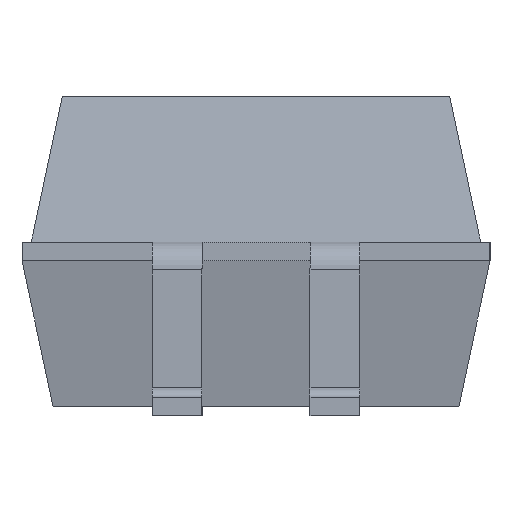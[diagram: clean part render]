
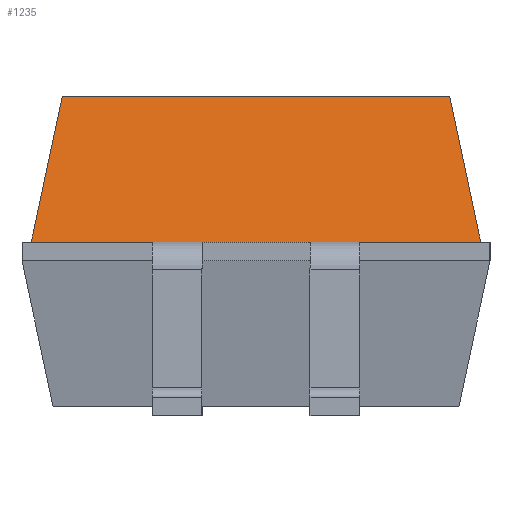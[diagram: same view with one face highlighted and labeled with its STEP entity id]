
A CAD part, left-side view. The second image highlights one B-rep face of the part: STEP entity #1235.
In plain terms, the highlighted free-form (B-spline) face has degree [1, 1] with [2, 2] control points.
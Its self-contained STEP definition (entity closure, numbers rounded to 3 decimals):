
#41=VECTOR('',#42,1.);
#42=DIRECTION('',(0.,-1.,0.));
#679=VERTEX_POINT('',#680);
#680=CARTESIAN_POINT('',(-2.625,1.81,1.425));
#694=VERTEX_POINT('',#695);
#695=CARTESIAN_POINT('',(-2.625,0.835,1.425));
#699=EDGE_CURVE('',#679,#694,#700,.T.);
#700=LINE('',#680,#41);
#702=CARTESIAN_POINT('',(-2.625,-1.81,1.425));
#834=VERTEX_POINT('',#835);
#835=CARTESIAN_POINT('',(-2.625,-0.835,1.425));
#839=VERTEX_POINT('',#702);
#842=EDGE_CURVE('',#834,#839,#700,.T.);
#988=VERTEX_POINT('',#989);
#989=CARTESIAN_POINT('',(-2.625,0.435,1.425));
#993=VERTEX_POINT('',#994);
#994=CARTESIAN_POINT('',(-2.625,-0.435,1.425));
#996=EDGE_CURVE('',#988,#993,#700,.T.);
#1226=EDGE_CURVE('',#679,#1227,#1229,.T.);
#1227=VERTEX_POINT('',#1228);
#1228=CARTESIAN_POINT('',(-2.375,1.56,2.6));
#1229=B_SPLINE_CURVE_WITH_KNOTS('',1,(#680,#1228),.UNSPECIFIED.,.F.,.F.,(2,2),(0.,1.),.PIECEWISE_BEZIER_KNOTS.);
#1235=ADVANCED_FACE('',(#1236),#1254,.T.);
#1236=FACE_BOUND('',#1237,.T.);
#1237=EDGE_LOOP('',(#1238,#1239,#1241,#1242,#1244,#1245,#1250,#1253));
#1238=ORIENTED_EDGE('',*,*,#699,.T.);
#1239=ORIENTED_EDGE('',*,*,#1240,.T.);
#1240=EDGE_CURVE('',#694,#988,#700,.T.);
#1241=ORIENTED_EDGE('',*,*,#996,.T.);
#1242=ORIENTED_EDGE('',*,*,#1243,.T.);
#1243=EDGE_CURVE('',#993,#834,#700,.T.);
#1244=ORIENTED_EDGE('',*,*,#842,.T.);
#1245=ORIENTED_EDGE('',*,*,#1246,.T.);
#1246=EDGE_CURVE('',#839,#1247,#1249,.T.);
#1247=VERTEX_POINT('',#1248);
#1248=CARTESIAN_POINT('',(-2.375,-1.56,2.6));
#1249=B_SPLINE_CURVE_WITH_KNOTS('',1,(#702,#1248),.UNSPECIFIED.,.F.,.F.,(2,2),(0.,1.),.PIECEWISE_BEZIER_KNOTS.);
#1250=ORIENTED_EDGE('',*,*,#1251,.F.);
#1251=EDGE_CURVE('',#1227,#1247,#1252,.T.);
#1252=LINE('',#1228,#41);
#1253=ORIENTED_EDGE('',*,*,#1226,.F.);
#1254=B_SPLINE_SURFACE_WITH_KNOTS('',1,1,((#680,#1228),(#702,#1248)),.UNSPECIFIED.,.F.,.F.,.F.,(2,2),(2,2),(0.,3.62),(0.,1.),.PIECEWISE_BEZIER_KNOTS.);
